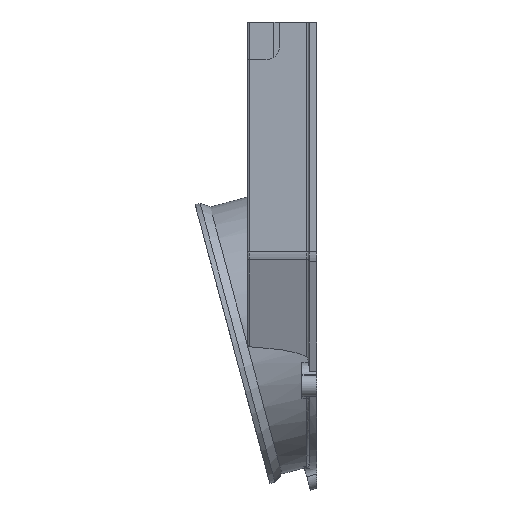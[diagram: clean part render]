
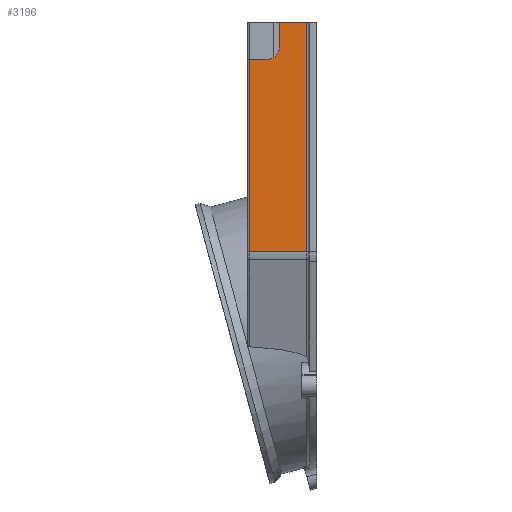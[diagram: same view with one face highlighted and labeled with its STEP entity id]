
A CAD part, left-side view. The second image highlights one B-rep face of the part: STEP entity #3196.
In plain terms, the highlighted planar face has unit normal (-1, 0, 0).
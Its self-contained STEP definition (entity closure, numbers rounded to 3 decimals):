
#71 = DIRECTION ( 'NONE',  ( 0., 0., 1. ) ) ;
#137 = CARTESIAN_POINT ( 'NONE',  ( -68., 18., 62.6 ) ) ;
#139 = CARTESIAN_POINT ( 'NONE',  ( -68., 31., 47.6 ) ) ;
#147 = CARTESIAN_POINT ( 'NONE',  ( -68., 23., 47.6 ) ) ;
#233 = EDGE_CURVE ( 'NONE', #5908, #3068, #4675, .T. ) ;
#300 = EDGE_CURVE ( 'NONE', #4038, #1844, #4509, .T. ) ;
#496 = ORIENTED_EDGE ( 'NONE', *, *, #233, .T. ) ;
#608 = ORIENTED_EDGE ( 'NONE', *, *, #1456, .T. ) ;
#1024 = DIRECTION ( 'NONE',  ( 1., 0., 0. ) ) ;
#1056 = ORIENTED_EDGE ( 'NONE', *, *, #300, .F. ) ;
#1065 = DIRECTION ( 'NONE',  ( 0., -1., 0. ) ) ;
#1163 = DIRECTION ( 'NONE',  ( 0., 0., -1. ) ) ;
#1217 = LINE ( 'NONE', #2488, #2905 ) ;
#1227 = CARTESIAN_POINT ( 'NONE',  ( -68., 0., 82.6 ) ) ;
#1456 = EDGE_CURVE ( 'NONE', #4038, #5908, #1631, .T. ) ;
#1631 = LINE ( 'NONE', #3424, #3724 ) ;
#1698 = DIRECTION ( 'NONE',  ( 0., 0., 1. ) ) ;
#1844 = VERTEX_POINT ( 'NONE', #147 ) ;
#2160 = VECTOR ( 'NONE', #2871, 1000. ) ;
#2250 = CARTESIAN_POINT ( 'NONE',  ( -68., 18., 62.6 ) ) ;
#2293 = PLANE ( 'NONE',  #6490 ) ;
#2488 = CARTESIAN_POINT ( 'NONE',  ( -68., 0., 62.6 ) ) ;
#2672 = EDGE_CURVE ( 'NONE', #3068, #6241, #6259, .T. ) ;
#2678 = AXIS2_PLACEMENT_3D ( 'NONE', #3676, #1024, #6968 ) ;
#2760 = CARTESIAN_POINT ( 'NONE',  ( -68., 7., 82.6 ) ) ;
#2871 = DIRECTION ( 'NONE',  ( 0., 0., 1. ) ) ;
#2905 = VECTOR ( 'NONE', #6783, 1000. ) ;
#3034 = CARTESIAN_POINT ( 'NONE',  ( -68., 18., 52.6 ) ) ;
#3068 = VERTEX_POINT ( 'NONE', #6137 ) ;
#3196 = ADVANCED_FACE ( 'NONE', ( #4202 ), #2293, .T. ) ;
#3323 = CIRCLE ( 'NONE', #2678, 5. ) ;
#3424 = CARTESIAN_POINT ( 'NONE',  ( -68., 30., 82.6 ) ) ;
#3667 = LINE ( 'NONE', #2250, #2160 ) ;
#3676 = CARTESIAN_POINT ( 'NONE',  ( -68., 23., 52.6 ) ) ;
#3724 = VECTOR ( 'NONE', #1163, 1000. ) ;
#3933 = EDGE_CURVE ( 'NONE', #5555, #1844, #3323, .T. ) ;
#3946 = ORIENTED_EDGE ( 'NONE', *, *, #4446, .F. ) ;
#3971 = ORIENTED_EDGE ( 'NONE', *, *, #3933, .T. ) ;
#4038 = VERTEX_POINT ( 'NONE', #5653 ) ;
#4068 = ORIENTED_EDGE ( 'NONE', *, *, #2672, .T. ) ;
#4202 = FACE_OUTER_BOUND ( 'NONE', #5115, .T. ) ;
#4274 = ORIENTED_EDGE ( 'NONE', *, *, #6631, .F. ) ;
#4322 = VECTOR ( 'NONE', #6640, 1000. ) ;
#4404 = VERTEX_POINT ( 'NONE', #137 ) ;
#4446 = EDGE_CURVE ( 'NONE', #4404, #6241, #1217, .T. ) ;
#4509 = LINE ( 'NONE', #139, #4322 ) ;
#4675 = LINE ( 'NONE', #6010, #6802 ) ;
#5115 = EDGE_LOOP ( 'NONE', ( #4274, #3971, #1056, #608, #496, #4068, #3946 ) ) ;
#5555 = VERTEX_POINT ( 'NONE', #3034 ) ;
#5653 = CARTESIAN_POINT ( 'NONE',  ( -68., 30., 47.6 ) ) ;
#5752 = VECTOR ( 'NONE', #71, 1000. ) ;
#5908 = VERTEX_POINT ( 'NONE', #6571 ) ;
#6010 = CARTESIAN_POINT ( 'NONE',  ( -68., 0., -29.703 ) ) ;
#6024 = DIRECTION ( 'NONE',  ( -1., 0., 0. ) ) ;
#6137 = CARTESIAN_POINT ( 'NONE',  ( -68., 7., -29.703 ) ) ;
#6241 = VERTEX_POINT ( 'NONE', #6553 ) ;
#6259 = LINE ( 'NONE', #2760, #5752 ) ;
#6490 = AXIS2_PLACEMENT_3D ( 'NONE', #1227, #6024, #1698 ) ;
#6553 = CARTESIAN_POINT ( 'NONE',  ( -68., 7., 62.6 ) ) ;
#6571 = CARTESIAN_POINT ( 'NONE',  ( -68., 30., -29.703 ) ) ;
#6631 = EDGE_CURVE ( 'NONE', #5555, #4404, #3667, .T. ) ;
#6640 = DIRECTION ( 'NONE',  ( 0., -1., 0. ) ) ;
#6783 = DIRECTION ( 'NONE',  ( 0., -1., 0. ) ) ;
#6802 = VECTOR ( 'NONE', #1065, 1000. ) ;
#6968 = DIRECTION ( 'NONE',  ( 0., 0., 1. ) ) ;
